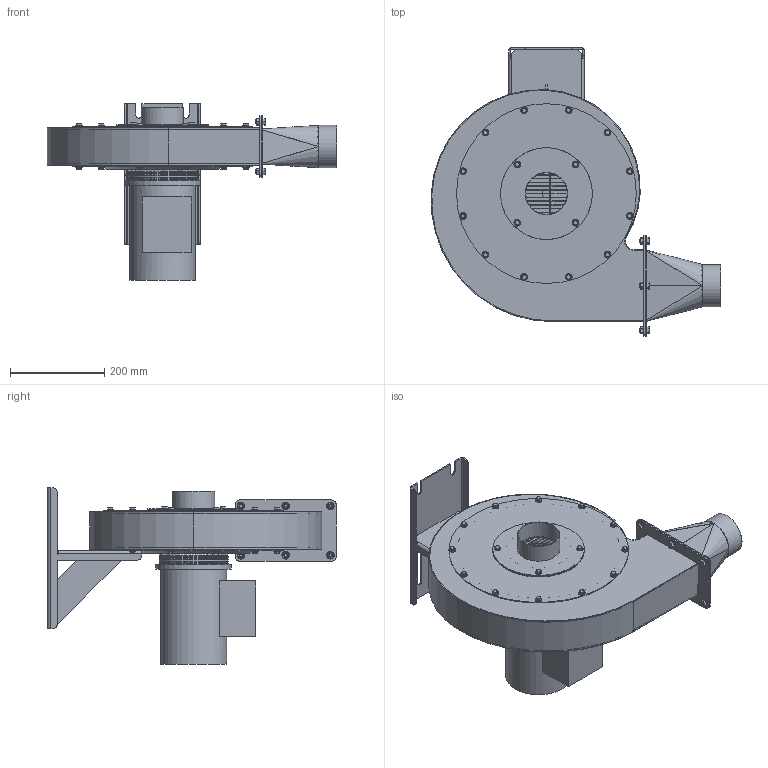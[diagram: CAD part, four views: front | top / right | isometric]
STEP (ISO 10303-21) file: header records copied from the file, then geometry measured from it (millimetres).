
FILE_DESCRIPTION( ( 'Unknown' ), '1' );
FILE_NAME( '156049-00012.stp', 'Unknown', ( 'Unknown' ), ( 'Unknown' ), 'PSStep 17.0.49', 'Unknown', ' ' );
FILE_SCHEMA( ( 'AUTOMOTIVE_DESIGN { 1 0 10303 214 1 1 1 1 }' ) );
Length unit declared in the file: millimetre
Products named in the file (17): 155992-0001; 155991-0001; 155990-0001; 152616-0001-01; 156046-0001; Kehlnaht 1-oa0; 156047-0001; Assem1; 101127-0001-01; 100322-0001-01; 100321-0001-01; 1; 2; 3; 4; 156045-000114
Assembly tree (33 placements, depth 3):
  Assem1
    101127-0001-01  x6
    100322-0001-01  x6
    100321-0001-01  x6
    1
    2
    3
    4
    156045-000114
    156046-0001
      Kehlnaht 1-oa0
      Kehlnaht 1-oa0
      156047-0001
      152616-0001-01
    155992-0001
      155991-0001  x2
      155990-0001
      152616-0001-01
Bounding box: 615.41 x 613.03 x 375 mm (x, y, z)
Volume: 6006503.7 mm3; surface area: 1664021.5 mm2
Topology: 31 solids, 31 shells, 2082 faces, 5283 edges, 3437 vertices
Faces by surface type: plane 1345, cylinder 365, cone 218, bspline 80, torus 70, offset 4
Full cylindrical faces by diameter (mm): 1 x18, 6 x52, 6.647 x6, 7 x28, 8 x12, 8.4 x10, 8.748 x28, 8.75 x28, 9 x12, 11 x28, 11.6 x6, 12 x4, 16 x6, 18 x1, 88 x2, 90 x2, 90.3 x3, 103 x1, 105 x1, 138 x1, 140 x1, 144 x1, 146 x1, 157 x1, 160 x1, 195 x2, 348 x2, 382 x2
Entity records: 71024 total; most frequent: CARTESIAN_POINT 14042, DIRECTION 8610, ORIENTED_EDGE 8262, EDGE_CURVE 4131, AXIS2_PLACEMENT_3D 3246, VERTEX_POINT 2954, EDGE_LOOP 2777, LINE 2118
